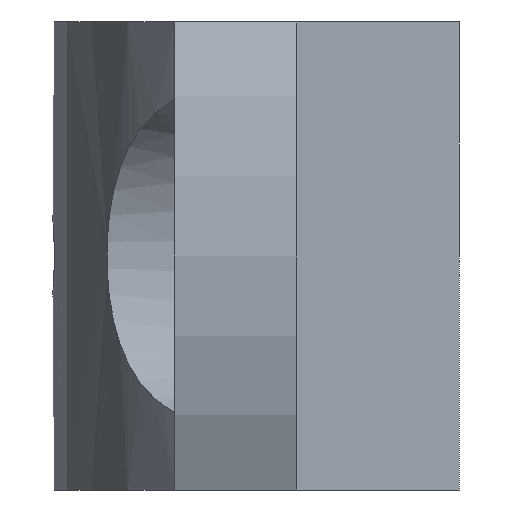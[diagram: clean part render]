
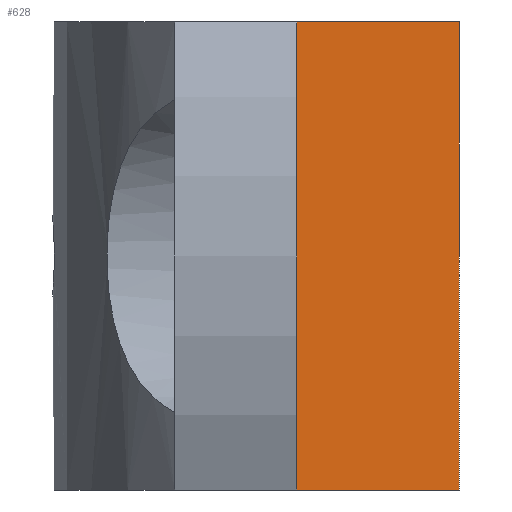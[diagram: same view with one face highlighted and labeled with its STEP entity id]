
A CAD part, left-side view. The second image highlights one B-rep face of the part: STEP entity #628.
In plain terms, the highlighted planar face has unit normal (-1, 0, 0).
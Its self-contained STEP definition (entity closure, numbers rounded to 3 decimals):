
#101 = CARTESIAN_POINT ( 'NONE',  ( -28., 8., 0. ) ) ;
#110 = CARTESIAN_POINT ( 'NONE',  ( -28., 8., -46. ) ) ;
#115 = DIRECTION ( 'NONE',  ( 0., -1., 0. ) ) ;
#230 = VECTOR ( 'NONE', #873, 1000. ) ;
#267 = VECTOR ( 'NONE', #726, 1000. ) ;
#317 = EDGE_CURVE ( 'NONE', #1024, #375, #977, .T. ) ;
#337 = EDGE_CURVE ( 'NONE', #591, #1024, #805, .T. ) ;
#359 = DIRECTION ( 'NONE',  ( 0., 0., 1. ) ) ;
#361 = CARTESIAN_POINT ( 'NONE',  ( -28., 8., -46. ) ) ;
#375 = VERTEX_POINT ( 'NONE', #101 ) ;
#377 = EDGE_CURVE ( 'NONE', #914, #375, #971, .T. ) ;
#413 = CARTESIAN_POINT ( 'NONE',  ( -28., 24., -46. ) ) ;
#577 = CARTESIAN_POINT ( 'NONE',  ( -28., 8., -46. ) ) ;
#591 = VERTEX_POINT ( 'NONE', #827 ) ;
#628 = ADVANCED_FACE ( 'NONE', ( #680 ), #999, .T. ) ;
#680 = FACE_OUTER_BOUND ( 'NONE', #826, .T. ) ;
#684 = ORIENTED_EDGE ( 'NONE', *, *, #337, .F. ) ;
#699 = DIRECTION ( 'NONE',  ( 0., 0., 1. ) ) ;
#711 = ORIENTED_EDGE ( 'NONE', *, *, #853, .T. ) ;
#716 = CARTESIAN_POINT ( 'NONE',  ( -28., 8., 0. ) ) ;
#722 = ORIENTED_EDGE ( 'NONE', *, *, #317, .F. ) ;
#726 = DIRECTION ( 'NONE',  ( 0., 0., 1. ) ) ;
#731 = VECTOR ( 'NONE', #115, 1000. ) ;
#766 = DIRECTION ( 'NONE',  ( -1., 0., 0. ) ) ;
#775 = CARTESIAN_POINT ( 'NONE',  ( -28., 8., -46. ) ) ;
#805 = LINE ( 'NONE', #413, #267 ) ;
#815 = AXIS2_PLACEMENT_3D ( 'NONE', #775, #766, #699 ) ;
#819 = CARTESIAN_POINT ( 'NONE',  ( -28., 24., 0. ) ) ;
#826 = EDGE_LOOP ( 'NONE', ( #722, #684, #711, #964 ) ) ;
#827 = CARTESIAN_POINT ( 'NONE',  ( -28., 24., -46. ) ) ;
#853 = EDGE_CURVE ( 'NONE', #591, #914, #886, .T. ) ;
#873 = DIRECTION ( 'NONE',  ( 0., -1., 0. ) ) ;
#886 = LINE ( 'NONE', #110, #731 ) ;
#900 = VECTOR ( 'NONE', #359, 1000. ) ;
#914 = VERTEX_POINT ( 'NONE', #361 ) ;
#964 = ORIENTED_EDGE ( 'NONE', *, *, #377, .T. ) ;
#971 = LINE ( 'NONE', #577, #900 ) ;
#977 = LINE ( 'NONE', #716, #230 ) ;
#999 = PLANE ( 'NONE',  #815 ) ;
#1024 = VERTEX_POINT ( 'NONE', #819 ) ;
